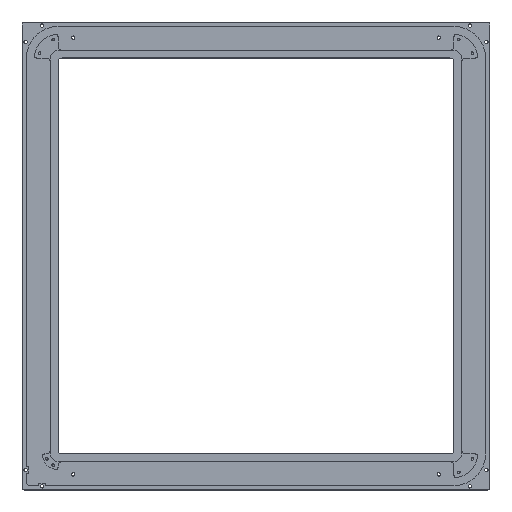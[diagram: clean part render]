
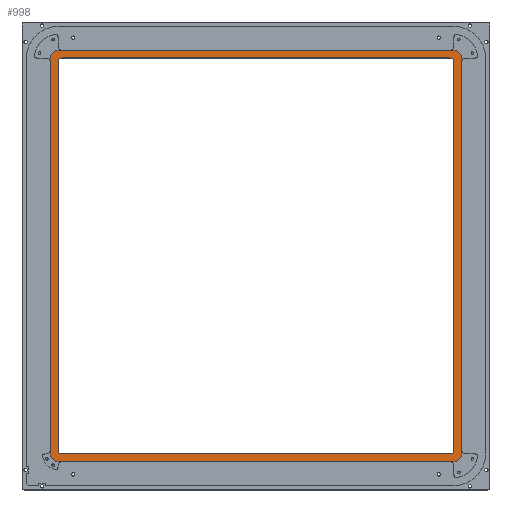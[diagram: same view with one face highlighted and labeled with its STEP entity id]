
A CAD part, top view. The second image highlights one B-rep face of the part: STEP entity #998.
In plain terms, the highlighted planar face has unit normal (0, 0, 1).
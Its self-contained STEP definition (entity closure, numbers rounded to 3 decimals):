
#998=ADVANCED_FACE('',(#3764,#3766),#3768,.T.);
#3764=FACE_BOUND('',#3765,.T.);
#3765=EDGE_LOOP('',(#5873,#5874,#5875,#5876,#5877,#5878,#5879,#5880));
#3766=FACE_BOUND('',#3767,.T.);
#3767=EDGE_LOOP('',(#5881,#5882,#5883,#5884,#5885,#5886,#5887,#5888));
#3768=PLANE('',#3769);
#3769=AXIS2_PLACEMENT_3D('',#3770,#3771,#3772);
#3770=CARTESIAN_POINT('',(0.,0.,25.));
#3771=DIRECTION('',(0.,0.,1.));
#3772=DIRECTION('',(-1.,0.,0.));
#5873=ORIENTED_EDGE('',*,*,#6754,.T.);
#5874=ORIENTED_EDGE('',*,*,#6519,.T.);
#5875=ORIENTED_EDGE('',*,*,#6755,.T.);
#5876=ORIENTED_EDGE('',*,*,#6467,.T.);
#5877=ORIENTED_EDGE('',*,*,#6756,.T.);
#5878=ORIENTED_EDGE('',*,*,#6416,.T.);
#5879=ORIENTED_EDGE('',*,*,#6757,.T.);
#5880=ORIENTED_EDGE('',*,*,#6365,.T.);
#5881=ORIENTED_EDGE('',*,*,#6600,.F.);
#5882=ORIENTED_EDGE('',*,*,#6707,.T.);
#5883=ORIENTED_EDGE('',*,*,#6705,.F.);
#5884=ORIENTED_EDGE('',*,*,#6672,.T.);
#5885=ORIENTED_EDGE('',*,*,#6670,.F.);
#5886=ORIENTED_EDGE('',*,*,#6637,.T.);
#5887=ORIENTED_EDGE('',*,*,#6635,.F.);
#5888=ORIENTED_EDGE('',*,*,#6602,.T.);
#6365=EDGE_CURVE('',#7058,#7056,#7059,.T.);
#6416=EDGE_CURVE('',#7152,#7150,#7153,.T.);
#6467=EDGE_CURVE('',#7246,#7244,#7247,.T.);
#6519=EDGE_CURVE('',#7342,#7340,#7343,.T.);
#6600=EDGE_CURVE('',#7487,#7489,#7490,.F.);
#6602=EDGE_CURVE('',#7492,#7489,#7493,.F.);
#6635=EDGE_CURVE('',#7492,#7557,#7558,.F.);
#6637=EDGE_CURVE('',#7560,#7557,#7561,.F.);
#6670=EDGE_CURVE('',#7560,#7625,#7626,.F.);
#6672=EDGE_CURVE('',#7628,#7625,#7629,.F.);
#6705=EDGE_CURVE('',#7628,#7693,#7694,.F.);
#6707=EDGE_CURVE('',#7487,#7693,#7696,.F.);
#6754=EDGE_CURVE('',#7056,#7342,#7786,.T.);
#6755=EDGE_CURVE('',#7340,#7246,#7787,.T.);
#6756=EDGE_CURVE('',#7244,#7152,#7788,.T.);
#6757=EDGE_CURVE('',#7150,#7058,#7789,.T.);
#7056=VERTEX_POINT('',#8641);
#7058=VERTEX_POINT('',#8645);
#7059=LINE('',#8646,#8647);
#7150=VERTEX_POINT('',#8873);
#7152=VERTEX_POINT('',#8877);
#7153=LINE('',#8878,#8879);
#7244=VERTEX_POINT('',#9105);
#7246=VERTEX_POINT('',#9109);
#7247=LINE('',#9110,#9111);
#7340=VERTEX_POINT('',#9341);
#7342=VERTEX_POINT('',#9345);
#7343=LINE('',#9346,#9347);
#7487=VERTEX_POINT('',#9708);
#7489=VERTEX_POINT('',#9712);
#7490=CIRCLE('',#9713,5.);
#7492=VERTEX_POINT('',#9720);
#7493=LINE('',#9721,#9722);
#7557=VERTEX_POINT('',#9882);
#7558=CIRCLE('',#9883,5.);
#7560=VERTEX_POINT('',#9890);
#7561=LINE('',#9891,#9892);
#7625=VERTEX_POINT('',#10052);
#7626=CIRCLE('',#10053,5.);
#7628=VERTEX_POINT('',#10060);
#7629=LINE('',#10061,#10062);
#7693=VERTEX_POINT('',#10222);
#7694=CIRCLE('',#10223,5.);
#7696=LINE('',#10230,#10231);
#7786=CIRCLE('',#10459,9.5);
#7787=CIRCLE('',#10463,9.5);
#7788=CIRCLE('',#10467,9.5);
#7789=CIRCLE('',#10471,9.5);
#8641=CARTESIAN_POINT('',(-257.,-247.5,25.));
#8645=CARTESIAN_POINT('',(-257.,247.5,25.));
#8646=CARTESIAN_POINT('',(-257.,247.5,25.));
#8647=VECTOR('',#8648,1.);
#8648=DIRECTION('',(0.,-1.,0.));
#8873=CARTESIAN_POINT('',(-247.5,257.,25.));
#8877=CARTESIAN_POINT('',(247.5,257.,25.));
#8878=CARTESIAN_POINT('',(247.5,257.,25.));
#8879=VECTOR('',#8880,1.);
#8880=DIRECTION('',(-1.,0.,0.));
#9105=CARTESIAN_POINT('',(257.,247.5,25.));
#9109=CARTESIAN_POINT('',(257.,-247.5,25.));
#9110=CARTESIAN_POINT('',(257.,-247.5,25.));
#9111=VECTOR('',#9112,1.);
#9112=DIRECTION('',(0.,1.,0.));
#9341=CARTESIAN_POINT('',(247.5,-257.,25.));
#9345=CARTESIAN_POINT('',(-247.5,-257.,25.));
#9346=CARTESIAN_POINT('',(-247.5,-257.,25.));
#9347=VECTOR('',#9348,1.);
#9348=DIRECTION('',(1.,0.,0.));
#9708=CARTESIAN_POINT('',(-242.5,247.5,25.));
#9712=CARTESIAN_POINT('',(-247.5,242.5,25.));
#9713=AXIS2_PLACEMENT_3D('',#9714,#9715,#9716);
#9714=CARTESIAN_POINT('',(-242.5,242.5,25.));
#9715=DIRECTION('',(0.,-0.,-1.));
#9716=DIRECTION('',(-1.,0.,0.));
#9720=CARTESIAN_POINT('',(-247.5,-242.5,25.));
#9721=CARTESIAN_POINT('',(-247.5,242.5,25.));
#9722=VECTOR('',#9723,1.);
#9723=DIRECTION('',(0.,-1.,0.));
#9882=CARTESIAN_POINT('',(-242.5,-247.5,25.));
#9883=AXIS2_PLACEMENT_3D('',#9884,#9885,#9886);
#9884=CARTESIAN_POINT('',(-242.5,-242.5,25.));
#9885=DIRECTION('',(-0.,0.,-1.));
#9886=DIRECTION('',(0.,-1.,0.));
#9890=CARTESIAN_POINT('',(242.5,-247.5,25.));
#9891=CARTESIAN_POINT('',(-242.5,-247.5,25.));
#9892=VECTOR('',#9893,1.);
#9893=DIRECTION('',(1.,0.,0.));
#10052=CARTESIAN_POINT('',(247.5,-242.5,25.));
#10053=AXIS2_PLACEMENT_3D('',#10054,#10055,#10056);
#10054=CARTESIAN_POINT('',(242.5,-242.5,25.));
#10055=DIRECTION('',(0.,-0.,-1.));
#10056=DIRECTION('',(1.,0.,0.));
#10060=CARTESIAN_POINT('',(247.5,242.5,25.));
#10061=CARTESIAN_POINT('',(247.5,-242.5,25.));
#10062=VECTOR('',#10063,1.);
#10063=DIRECTION('',(0.,1.,0.));
#10222=CARTESIAN_POINT('',(242.5,247.5,25.));
#10223=AXIS2_PLACEMENT_3D('',#10224,#10225,#10226);
#10224=CARTESIAN_POINT('',(242.5,242.5,25.));
#10225=DIRECTION('',(-0.,0.,-1.));
#10226=DIRECTION('',(0.,1.,0.));
#10230=CARTESIAN_POINT('',(242.5,247.5,25.));
#10231=VECTOR('',#10232,1.);
#10232=DIRECTION('',(-1.,0.,0.));
#10459=AXIS2_PLACEMENT_3D('',#10460,#10461,#10462);
#10460=CARTESIAN_POINT('',(-247.5,-247.5,25.));
#10461=DIRECTION('',(0.,0.,1.));
#10462=DIRECTION('',(-1.,0.,0.));
#10463=AXIS2_PLACEMENT_3D('',#10464,#10465,#10466);
#10464=CARTESIAN_POINT('',(247.5,-247.5,25.));
#10465=DIRECTION('',(0.,0.,1.));
#10466=DIRECTION('',(0.,-1.,0.));
#10467=AXIS2_PLACEMENT_3D('',#10468,#10469,#10470);
#10468=CARTESIAN_POINT('',(247.5,247.5,25.));
#10469=DIRECTION('',(-0.,0.,1.));
#10470=DIRECTION('',(1.,0.,0.));
#10471=AXIS2_PLACEMENT_3D('',#10472,#10473,#10474);
#10472=CARTESIAN_POINT('',(-247.5,247.5,25.));
#10473=DIRECTION('',(0.,-0.,1.));
#10474=DIRECTION('',(0.,1.,0.));
